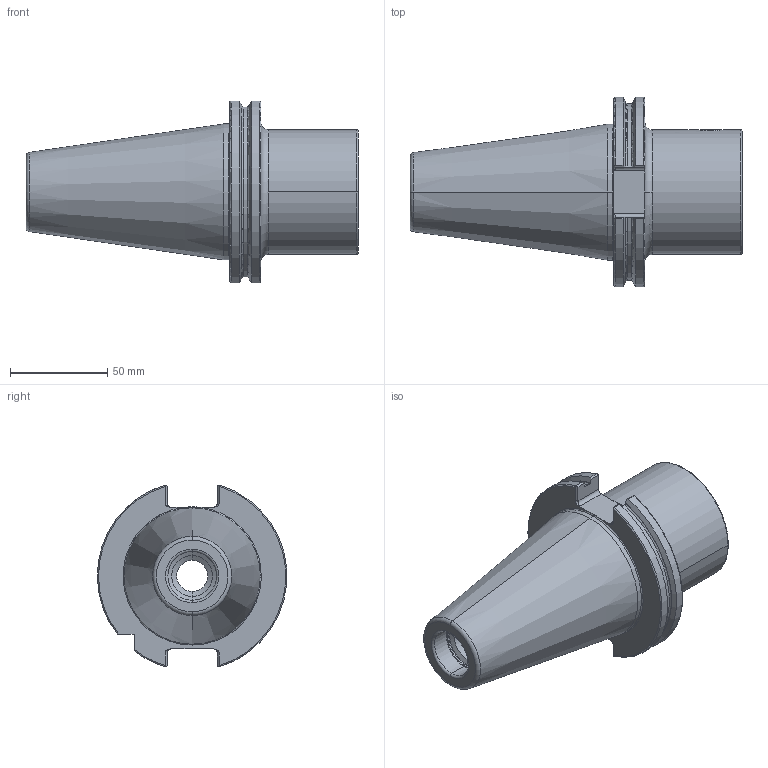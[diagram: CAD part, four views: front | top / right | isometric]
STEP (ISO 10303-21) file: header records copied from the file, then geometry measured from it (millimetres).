
FILE_DESCRIPTION (( 'STEP AP203' ), '1' );
FILE_NAME ('SK5-ST6.K01.069.STEP', '2016-02-12T09:15:36', ( 'SWIAdmin' ), ( 'Hewlett-Packard Company' ), 'SwSTEP 2.0', 'SolidWorks 2015', '' );
FILE_SCHEMA (( 'CONFIG_CONTROL_DESIGN' ));
Length unit declared in the file: millimetre
Products named in the file (3): SK5-ST6.K01.069_A; ST6-ER1.001.018_A; SK5-ST6.K01.069
Assembly tree (2 placements, depth 2):
  SK5-ST6.K01.069
    SK5-ST6.K01.069_A
    ST6-ER1.001.018_A
Bounding box: 170.6 x 97.28 x 93.51 mm (x, y, z)
Volume: 427518.2 mm3; surface area: 59589.5 mm2
Topology: 2 solids, 2 shells, 160 faces, 411 edges, 254 vertices
Faces by surface type: plane 49, cylinder 44, torus 35, cone 28, bspline 4
Entity records: 5887 total; most frequent: CARTESIAN_POINT 1792, ORIENTED_EDGE 818, DIRECTION 789, EDGE_CURVE 409, AXIS2_PLACEMENT_3D 312, VERTEX_POINT 254, EDGE_LOOP 165, LINE 165
